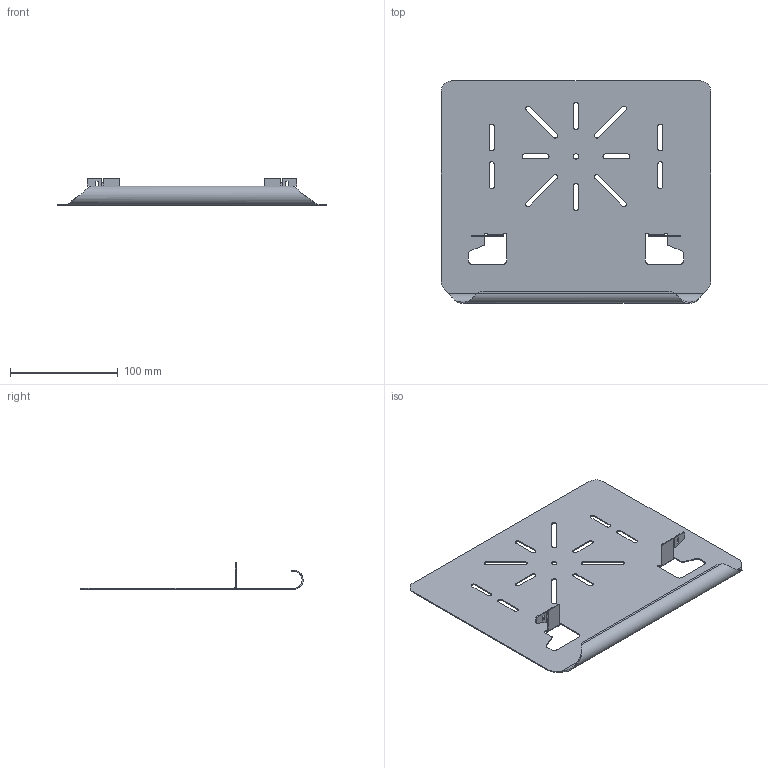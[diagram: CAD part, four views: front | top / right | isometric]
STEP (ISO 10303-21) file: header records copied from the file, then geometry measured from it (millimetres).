
FILE_DESCRIPTION (( 'STEP AP203' ), '1' );
FILE_NAME ('10-02-1284.STEP', '2013-05-06T06:36:45', ( 'asennus' ), ( '' ), 'SwSTEP 2.0', 'SolidWorks 2013', '' );
FILE_SCHEMA (( 'CONFIG_CONTROL_DESIGN' ));
Length unit declared in the file: millimetre
Products named in the file (1): 10-02-1284
Bounding box: 250 x 205.99 x 24.93 mm (x, y, z)
Volume: 52910.1 mm3; surface area: 107888.1 mm2
Topology: 1 solids, 1 shells, 176 faces, 482 edges, 308 vertices
Faces by surface type: plane 90, cylinder 82, bspline 4
Entity records: 6719 total; most frequent: CARTESIAN_POINT 2031, DIRECTION 966, ORIENTED_EDGE 964, EDGE_CURVE 482, AXIS2_PLACEMENT_3D 333, VERTEX_POINT 308, VECTOR 300, LINE 300
